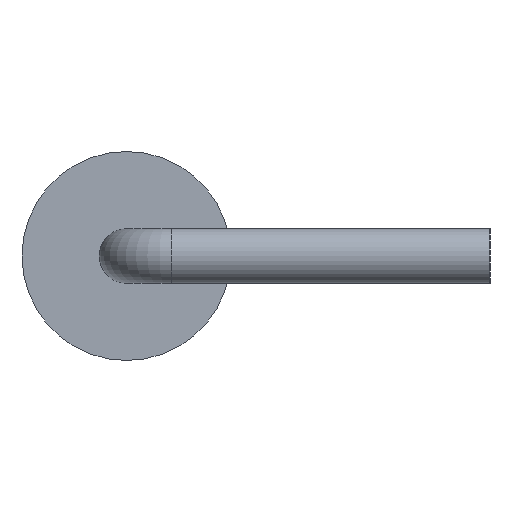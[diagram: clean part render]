
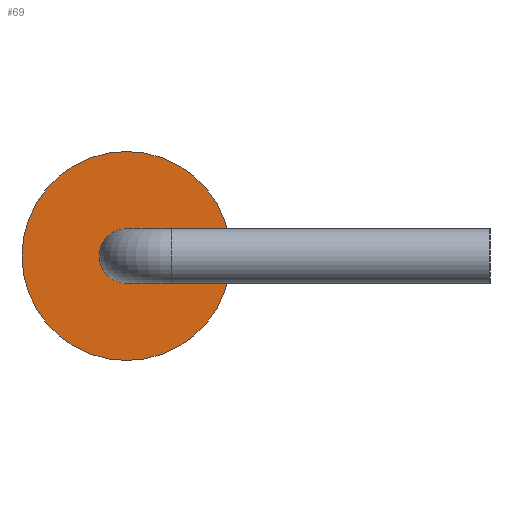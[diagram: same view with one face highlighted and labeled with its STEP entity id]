
A CAD part, left-side view. The second image highlights one B-rep face of the part: STEP entity #69.
In plain terms, the highlighted planar face has unit normal (-1, 0, 0).
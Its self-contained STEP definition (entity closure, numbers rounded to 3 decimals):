
#69=ADVANCED_FACE('',(#223,#225),#227,.F.);
#223=FACE_BOUND('',#224,.T.);
#224=EDGE_LOOP('',(#322));
#225=FACE_BOUND('',#226,.T.);
#226=EDGE_LOOP('',(#323));
#227=PLANE('',#228);
#228=AXIS2_PLACEMENT_3D('',#229,#230,#231);
#229=CARTESIAN_POINT('',(2.,0.,0.));
#230=DIRECTION('',(1.,0.,0.));
#231=DIRECTION('',(0.,0.,-1.));
#322=ORIENTED_EDGE('',*,*,#350,.F.);
#323=ORIENTED_EDGE('',*,*,#348,.T.);
#348=EDGE_CURVE('',#360,#360,#361,.T.);
#350=EDGE_CURVE('',#364,#364,#365,.T.);
#360=VERTEX_POINT('',#386);
#361=CIRCLE('',#387,0.3);
#364=VERTEX_POINT('',#396);
#365=CIRCLE('',#397,1.15);
#386=CARTESIAN_POINT('',(2.,3.7,0.));
#387=AXIS2_PLACEMENT_3D('',#388,#389,#390);
#388=CARTESIAN_POINT('',(2.,4.,0.));
#389=DIRECTION('',(1.,0.,0.));
#390=DIRECTION('',(0.,-1.,0.));
#396=CARTESIAN_POINT('',(2.,4.,-1.15));
#397=AXIS2_PLACEMENT_3D('',#398,#399,#400);
#398=CARTESIAN_POINT('',(2.,4.,0.));
#399=DIRECTION('',(1.,0.,0.));
#400=DIRECTION('',(0.,0.,-1.));
